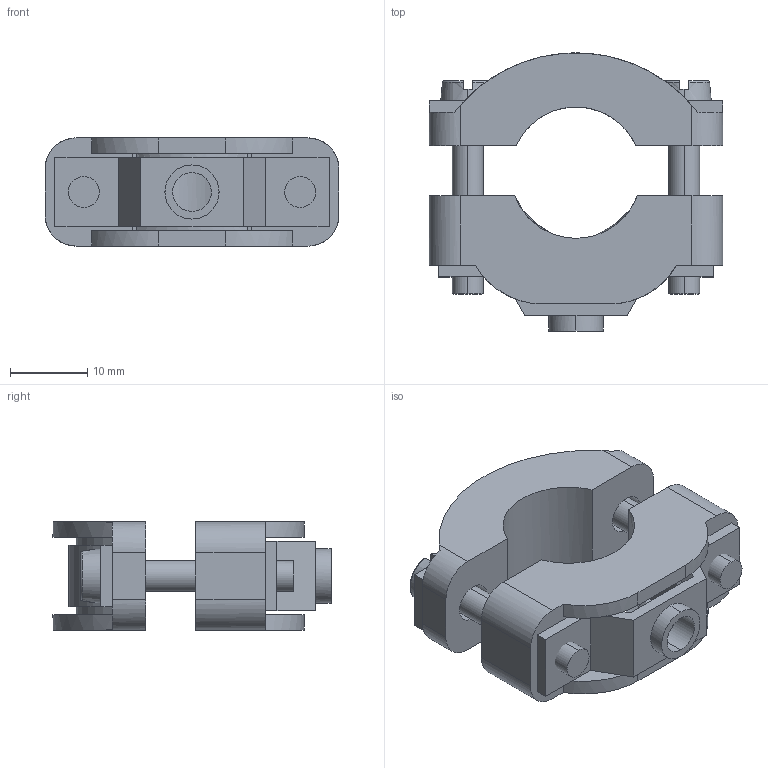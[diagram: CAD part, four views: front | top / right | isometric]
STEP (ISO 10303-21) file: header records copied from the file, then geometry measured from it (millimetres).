
FILE_DESCRIPTION(/* description */ (''),/* implementation_level */ '2;1');
FILE_NAME(/* name */ '2158175',/* time_stamp */ '2016-02-12T16:09:19+01:00',/* author */ (''),/* organization */ (''),/* preprocessor_version */ 'ST-DEVELOPER v15',/* originating_system */ '',/* authorisation */ '');
FILE_SCHEMA (('CONFIG_CONTROL_DESIGN'));
Length unit declared in the file: millimetre
Products named in the file (2): Document; Block 01
Assembly tree (1 placements, depth 2):
  Document
    Block 01
Bounding box: 38 x 36 x 14 mm (x, y, z)
Volume: 7612 mm3; surface area: 7288.9 mm2
Topology: 6 solids, 6 shells, 117 faces, 306 edges, 204 vertices
Faces by surface type: plane 63, bspline 54
Entity records: 4799 total; most frequent: CARTESIAN_POINT 2713, ORIENTED_EDGE 612, EDGE_CURVE 306, VERTEX_POINT 204, B_SPLINE_CURVE_WITH_KNOTS 184, EDGE_LOOP 140, ADVANCED_FACE 117, FACE_OUTER_BOUND 117
